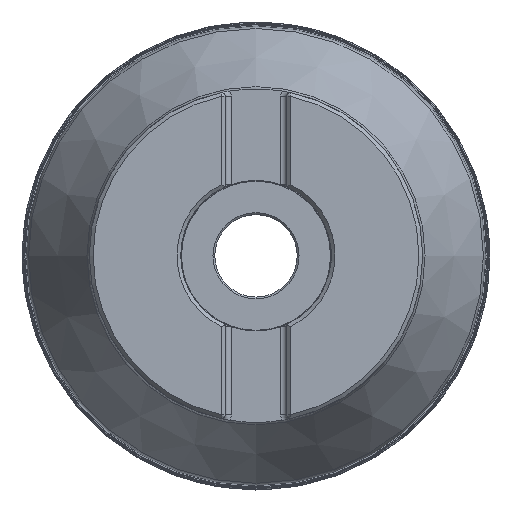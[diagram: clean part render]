
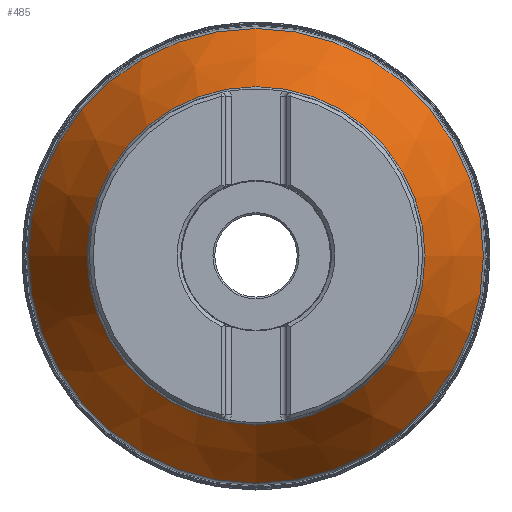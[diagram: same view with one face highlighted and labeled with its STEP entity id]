
A CAD part, top view. The second image highlights one B-rep face of the part: STEP entity #485.
In plain terms, the highlighted conical face has half-angle 28.973 degrees and reference radius 44.5 mm.
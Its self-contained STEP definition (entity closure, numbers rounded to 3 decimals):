
#259=FACE_BOUND('',#753,.T.);
#260=FACE_BOUND('',#754,.T.);
#307=CONICAL_SURFACE('',#2129,44.5,28.973);
#485=ADVANCED_FACE('',(#259,#260),#307,.T.);
#753=EDGE_LOOP('',(#1063));
#754=EDGE_LOOP('',(#1064));
#918=CIRCLE('',#2127,45.126);
#919=CIRCLE('',#2128,60.704);
#1063=ORIENTED_EDGE('',*,*,#1776,.T.);
#1064=ORIENTED_EDGE('',*,*,#1777,.T.);
#1609=VERTEX_POINT('',#3021);
#1610=VERTEX_POINT('',#3023);
#1776=EDGE_CURVE('',#1609,#1609,#918,.T.);
#1777=EDGE_CURVE('',#1610,#1610,#919,.T.);
#2127=AXIS2_PLACEMENT_3D('',#3020,#2350,#2351);
#2128=AXIS2_PLACEMENT_3D('',#3022,#2352,#2353);
#2129=AXIS2_PLACEMENT_3D('',#3024,#2354,#2355);
#2350=DIRECTION('',(0.,0.,-1.));
#2351=DIRECTION('',(-1.,0.,0.));
#2352=DIRECTION('',(0.,0.,1.));
#2353=DIRECTION('',(1.,0.,0.));
#2354=DIRECTION('',(0.,0.,-1.));
#2355=DIRECTION('',(-1.,0.,0.));
#3020=CARTESIAN_POINT('',(0.,0.,-18.13));
#3021=CARTESIAN_POINT('',(-45.126,0.,-18.13));
#3022=CARTESIAN_POINT('',(0.,0.,-46.266));
#3023=CARTESIAN_POINT('',(60.704,0.,-46.266));
#3024=CARTESIAN_POINT('',(0.,0.,-17.));
